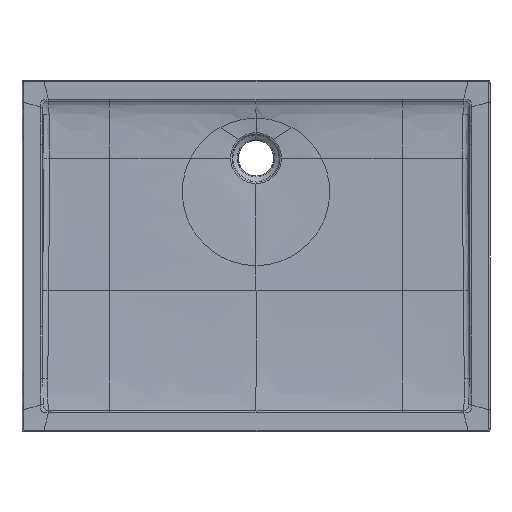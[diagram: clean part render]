
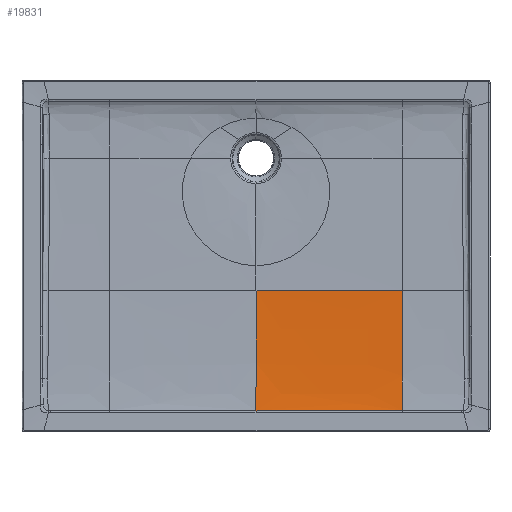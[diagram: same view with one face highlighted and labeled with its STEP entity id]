
A CAD part, top view. The second image highlights one B-rep face of the part: STEP entity #19831.
In plain terms, the highlighted free-form (B-spline) face has degree [3, 3] with [11, 7] control points.
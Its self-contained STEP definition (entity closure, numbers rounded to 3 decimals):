
#224=CARTESIAN_POINT('',(0.,-88.671,
-15.324));
#225=CARTESIAN_POINT('',(21.492,-88.671,-15.324));
#226=CARTESIAN_POINT('',(53.731,-88.671,-15.302));
#227=CARTESIAN_POINT('',(97.87,-88.671,-15.22));
#228=CARTESIAN_POINT('',(133.001,-88.671,-15.122));
#229=CARTESIAN_POINT('',(172.622,-88.671,-14.974));
#230=CARTESIAN_POINT('',(220.806,-88.671,-14.757));
#231=CARTESIAN_POINT('',(283.579,-88.671,-14.441));
#232=CARTESIAN_POINT('',(340.738,-88.671,-14.142));
#233=CARTESIAN_POINT('',(375.,-88.671,-13.963));
#5078=DIRECTION('',(-1.,0.,0.));
#5079=VECTOR('',#5078,375.);
#5080=CARTESIAN_POINT('',(375.,-396.378,
-1.688));
#5081=LINE('',#5080,#5079);
#5086=CARTESIAN_POINT('',(375.,-88.671,
-13.963));
#5087=CARTESIAN_POINT('',(375.,-122.428,
-13.391));
#5088=CARTESIAN_POINT('',(375.,-189.253,
-12.165));
#5089=CARTESIAN_POINT('',(375.,-281.766,
-9.78));
#5090=CARTESIAN_POINT('',(375.,-355.512,
-6.705));
#5091=CARTESIAN_POINT('',(375.,-387.051,
-3.693));
#5092=CARTESIAN_POINT('',(375.,-396.378,
-1.688));
#5094=CARTESIAN_POINT('',(0.,-396.394,
-1.724));
#5095=CARTESIAN_POINT('',(0.,-387.066,
-3.888));
#5096=CARTESIAN_POINT('',(0.,-355.527,
-7.248));
#5097=CARTESIAN_POINT('',(0.,-281.784,
-10.784));
#5098=CARTESIAN_POINT('',(0.,-189.269,
-13.504));
#5099=CARTESIAN_POINT('',(0.,-122.427,
-14.751));
#5100=CARTESIAN_POINT('',(0.,-88.671,
-15.324));
#5958=CARTESIAN_POINT('',(375.,-396.378,
-1.688));
#5960=VERTEX_POINT('',#5958);
#5966=CARTESIAN_POINT('',(375.,-88.671,
-13.963));
#5967=VERTEX_POINT('',#5966);
#6034=VERTEX_POINT('',#5094);
#6035=VERTEX_POINT('',#5100);
#19745=CARTESIAN_POINT('',(378.728,-398.683,
-1.151));
#19746=CARTESIAN_POINT('',(378.728,-389.619,
-3.44));
#19747=CARTESIAN_POINT('',(378.728,-357.511,
-6.614));
#19748=CARTESIAN_POINT('',(378.728,-281.765,
-9.766));
#19749=CARTESIAN_POINT('',(378.728,-188.315,
-12.17));
#19750=CARTESIAN_POINT('',(378.728,-120.394,
-13.409));
#19751=CARTESIAN_POINT('',(378.728,-85.588,
-13.995));
#19752=CARTESIAN_POINT('',(342.803,-398.684,
-1.15));
#19753=CARTESIAN_POINT('',(342.803,-389.621,
-3.469));
#19754=CARTESIAN_POINT('',(342.803,-357.51,
-6.689));
#19755=CARTESIAN_POINT('',(342.803,-281.764,
-9.905));
#19756=CARTESIAN_POINT('',(342.803,-188.314,
-12.356));
#19757=CARTESIAN_POINT('',(342.803,-120.394,
-13.597));
#19758=CARTESIAN_POINT('',(342.803,-85.588,
-14.184));
#19759=CARTESIAN_POINT('',(284.332,-398.687,
-1.155));
#19760=CARTESIAN_POINT('',(284.332,-389.62,
-3.466));
#19761=CARTESIAN_POINT('',(284.332,-357.51,
-6.828));
#19762=CARTESIAN_POINT('',(284.332,-281.764,
-10.126));
#19763=CARTESIAN_POINT('',(284.333,-188.314,
-12.66));
#19764=CARTESIAN_POINT('',(284.333,-120.394,
-13.903));
#19765=CARTESIAN_POINT('',(284.333,-85.588,
-14.49));
#19766=CARTESIAN_POINT('',(220.804,-398.689,
-1.151));
#19767=CARTESIAN_POINT('',(220.804,-389.624,
-3.531));
#19768=CARTESIAN_POINT('',(220.804,-357.508,
-6.947));
#19769=CARTESIAN_POINT('',(220.805,-281.768,
-10.361));
#19770=CARTESIAN_POINT('',(220.806,-188.317,
-12.974));
#19771=CARTESIAN_POINT('',(220.806,-120.394,
-14.222));
#19772=CARTESIAN_POINT('',(220.806,-85.588,
-14.809));
#19773=CARTESIAN_POINT('',(172.619,-398.691,
-1.15));
#19774=CARTESIAN_POINT('',(172.62,-389.626,
-3.557));
#19775=CARTESIAN_POINT('',(172.62,-357.507,
-7.032));
#19776=CARTESIAN_POINT('',(172.621,-281.772,
-10.521));
#19777=CARTESIAN_POINT('',(172.622,-188.32,
-13.189));
#19778=CARTESIAN_POINT('',(172.622,-120.393,
-14.44));
#19779=CARTESIAN_POINT('',(172.622,-85.588,
-15.026));
#19780=CARTESIAN_POINT('',(132.999,-398.692,
-1.147));
#19781=CARTESIAN_POINT('',(132.999,-389.627,
-3.578));
#19782=CARTESIAN_POINT('',(132.999,-357.506,
-7.082));
#19783=CARTESIAN_POINT('',(133.,-281.777,
-10.633));
#19784=CARTESIAN_POINT('',(133.001,-188.324,
-13.333));
#19785=CARTESIAN_POINT('',(133.001,-120.393,
-14.587));
#19786=CARTESIAN_POINT('',(133.001,-85.588,
-15.174));
#19787=CARTESIAN_POINT('',(97.868,-398.692,
-1.145));
#19788=CARTESIAN_POINT('',(97.868,-389.627,
-3.591));
#19789=CARTESIAN_POINT('',(97.868,-357.506,
-7.116));
#19790=CARTESIAN_POINT('',(97.869,-281.78,
-10.706));
#19791=CARTESIAN_POINT('',(97.87,-188.327,
-13.43));
#19792=CARTESIAN_POINT('',(97.87,-120.392,
-14.685));
#19793=CARTESIAN_POINT('',(97.87,-85.588,
-15.272));
#19794=CARTESIAN_POINT('',(53.73,-398.693,
-1.144));
#19795=CARTESIAN_POINT('',(53.73,-389.628,
-3.603));
#19796=CARTESIAN_POINT('',(53.73,-357.507,
-7.144));
#19797=CARTESIAN_POINT('',(53.73,-281.784,
-10.768));
#19798=CARTESIAN_POINT('',(53.731,-188.33,
-13.51));
#19799=CARTESIAN_POINT('',(53.731,-120.392,
-14.768));
#19800=CARTESIAN_POINT('',(53.731,-85.588,
-15.355));
#19801=CARTESIAN_POINT('',(21.095,-398.694,
-1.142));
#19802=CARTESIAN_POINT('',(21.095,-389.629,
-3.604));
#19803=CARTESIAN_POINT('',(21.095,-357.508,
-7.15));
#19804=CARTESIAN_POINT('',(21.095,-281.785,
-10.785));
#19805=CARTESIAN_POINT('',(21.095,-188.331,
-13.532));
#19806=CARTESIAN_POINT('',(21.095,-120.392,
-14.789));
#19807=CARTESIAN_POINT('',(21.095,-85.588,
-15.376));
#19808=CARTESIAN_POINT('',(-0.794,-398.694,
-1.148));
#19809=CARTESIAN_POINT('',(-0.794,-389.63,
-3.61));
#19810=CARTESIAN_POINT('',(-0.794,-357.508,
-7.153));
#19811=CARTESIAN_POINT('',(-0.794,-281.785,
-10.784));
#19812=CARTESIAN_POINT('',(-0.794,-188.331,
-13.532));
#19813=CARTESIAN_POINT('',(-0.794,-120.392,
-14.789));
#19814=CARTESIAN_POINT('',(-0.794,-85.588,
-15.376));
#19815=CARTESIAN_POINT('',(-1.191,-398.694,
-1.148));
#19816=CARTESIAN_POINT('',(-1.191,-389.63,
-3.61));
#19817=CARTESIAN_POINT('',(-1.191,-357.508,
-7.153));
#19818=CARTESIAN_POINT('',(-1.191,-281.785,
-10.784));
#19819=CARTESIAN_POINT('',(-1.191,-188.331,
-13.532));
#19820=CARTESIAN_POINT('',(-1.191,-120.392,
-14.789));
#19821=CARTESIAN_POINT('',(-1.191,-85.588,
-15.376));
#19822=B_SPLINE_SURFACE_WITH_KNOTS('',3,3,((#19745,#19746,#19747,#19748,#19749,
#19750,#19751),(#19752,#19753,#19754,#19755,#19756,#19757,#19758),(#19759,
#19760,#19761,#19762,#19763,#19764,#19765),(#19766,#19767,#19768,#19769,#19770,
#19771,#19772),(#19773,#19774,#19775,#19776,#19777,#19778,#19779),(#19780,
#19781,#19782,#19783,#19784,#19785,#19786),(#19787,#19788,#19789,#19790,#19791,
#19792,#19793),(#19794,#19795,#19796,#19797,#19798,#19799,#19800),(#19801,
#19802,#19803,#19804,#19805,#19806,#19807),(#19808,#19809,#19810,#19811,#19812,
#19813,#19814),(#19815,#19816,#19817,#19818,#19819,#19820,#19821)),
.UNSPECIFIED.,.F.,.F.,.F.,(4,1,1,1,1,1,1,1,4),(4,1,1,1,4),(-1.69,
46.875,93.75,140.625,187.5,
234.375,281.25,375.,376.731),(
53.612,139.794,227.935,316.075,
406.898),.UNSPECIFIED.);
#19824=ORIENTED_EDGE('',*,*,#19823,.T.);
#19825=ORIENTED_EDGE('',*,*,#7136,.T.);
#19827=ORIENTED_EDGE('',*,*,#19826,.T.);
#19828=ORIENTED_EDGE('',*,*,#19737,.T.);
#19829=EDGE_LOOP('',(#19824,#19825,#19827,#19828));
#19830=FACE_OUTER_BOUND('',#19829,.F.);
#19831=ADVANCED_FACE('',(#19830),#19822,.F.);
#234=B_SPLINE_CURVE_WITH_KNOTS('',3,(#224,#225,#226,#227,#228,#229,#230,#231,
#232,#233),.UNSPECIFIED.,.F.,.F.,(4,1,1,1,1,1,1,4),(0.,0.25,
0.375,0.5,0.625,0.75,
0.875,1.),.UNSPECIFIED.);
#5093=B_SPLINE_CURVE_WITH_KNOTS('',3,(#5086,#5087,#5088,#5089,#5090,#5091,
#5092),.UNSPECIFIED.,.F.,.F.,(4,1,1,1,4),(0.,0.256,
0.513,0.769,1.),.UNSPECIFIED.);
#5101=B_SPLINE_CURVE_WITH_KNOTS('',3,(#5094,#5095,#5096,#5097,#5098,#5099,
#5100),.UNSPECIFIED.,.F.,.F.,(4,1,1,1,4),(0.,0.231,
0.487,0.744,1.),.UNSPECIFIED.);
#7136=EDGE_CURVE('',#6035,#5967,#234,.T.);
#19737=EDGE_CURVE('',#5960,#6034,#5081,.T.);
#19823=EDGE_CURVE('',#6034,#6035,#5101,.T.);
#19826=EDGE_CURVE('',#5967,#5960,#5093,.T.);
